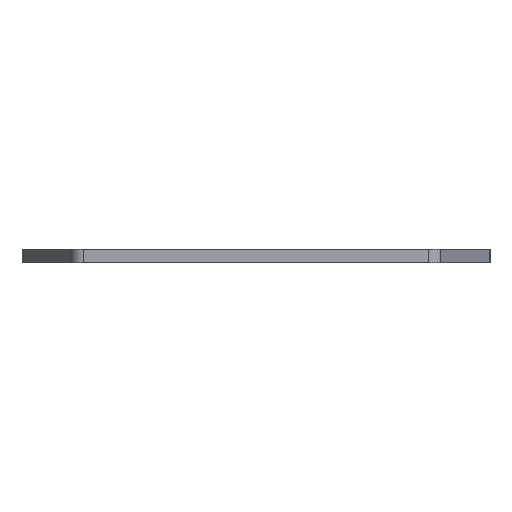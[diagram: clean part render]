
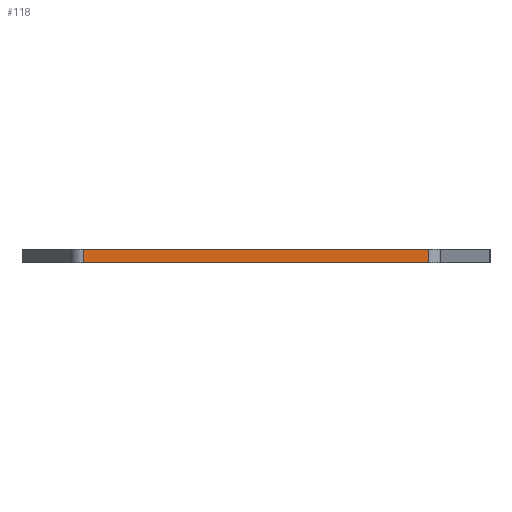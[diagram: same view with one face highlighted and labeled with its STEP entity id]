
A CAD part, front view. The second image highlights one B-rep face of the part: STEP entity #118.
In plain terms, the highlighted planar face has unit normal (0, -1, 0).
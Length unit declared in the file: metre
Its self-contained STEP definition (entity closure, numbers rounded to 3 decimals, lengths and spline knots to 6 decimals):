
#118 = ADVANCED_FACE( '', ( #269 ), #270, .F. );
#269 = FACE_OUTER_BOUND( '', #411, .T. );
#270 = PLANE( '', #412 );
#411 = EDGE_LOOP( '', ( #689, #690, #691, #692 ) );
#412 = AXIS2_PLACEMENT_3D( '', #693, #694, #695 );
#689 = ORIENTED_EDGE( '', *, *, #731, .F. );
#690 = ORIENTED_EDGE( '', *, *, #797, .T. );
#691 = ORIENTED_EDGE( '', *, *, #803, .T. );
#692 = ORIENTED_EDGE( '', *, *, #740, .T. );
#693 = CARTESIAN_POINT( '', ( 0.084791, 0., 0.005 ) );
#694 = DIRECTION( '', ( 0., 1., 0. ) );
#695 = DIRECTION( '', ( 0., 0., 1. ) );
#731 = EDGE_CURVE( '', #869, #871, #872, .T. );
#740 = EDGE_CURVE( '', #885, #871, #886, .F. );
#797 = EDGE_CURVE( '', #869, #963, #965, .T. );
#803 = EDGE_CURVE( '', #963, #885, #972, .T. );
#869 = VERTEX_POINT( '', #1050 );
#871 = VERTEX_POINT( '', #1052 );
#872 = LINE( '', #1053, #1054 );
#885 = VERTEX_POINT( '', #1070 );
#886 = LINE( '', #1071, #1072 );
#963 = VERTEX_POINT( '', #1162 );
#965 = LINE( '', #1164, #1165 );
#972 = LINE( '', #1173, #1174 );
#1050 = CARTESIAN_POINT( '', ( 0.023604, 0., 0.005 ) );
#1052 = CARTESIAN_POINT( '', ( 0.156396, 0., 0.005 ) );
#1053 = CARTESIAN_POINT( '', ( 0.084791, 0., 0.005 ) );
#1054 = VECTOR( '', #1245, 1. );
#1070 = CARTESIAN_POINT( '', ( 0.156396, 0., 0. ) );
#1071 = CARTESIAN_POINT( '', ( 0.156396, 0., 0.005 ) );
#1072 = VECTOR( '', #1261, 1. );
#1162 = CARTESIAN_POINT( '', ( 0.023604, 0., 0. ) );
#1164 = CARTESIAN_POINT( '', ( 0.023604, 0., 0.005 ) );
#1165 = VECTOR( '', #1335, 1. );
#1173 = CARTESIAN_POINT( '', ( 0.084791, 0., 0. ) );
#1174 = VECTOR( '', #1340, 1. );
#1245 = DIRECTION( '', ( 1., 0., 0. ) );
#1261 = DIRECTION( '', ( 0., 0., -1. ) );
#1335 = DIRECTION( '', ( 0., 0., -1. ) );
#1340 = DIRECTION( '', ( 1., 0., 0. ) );
